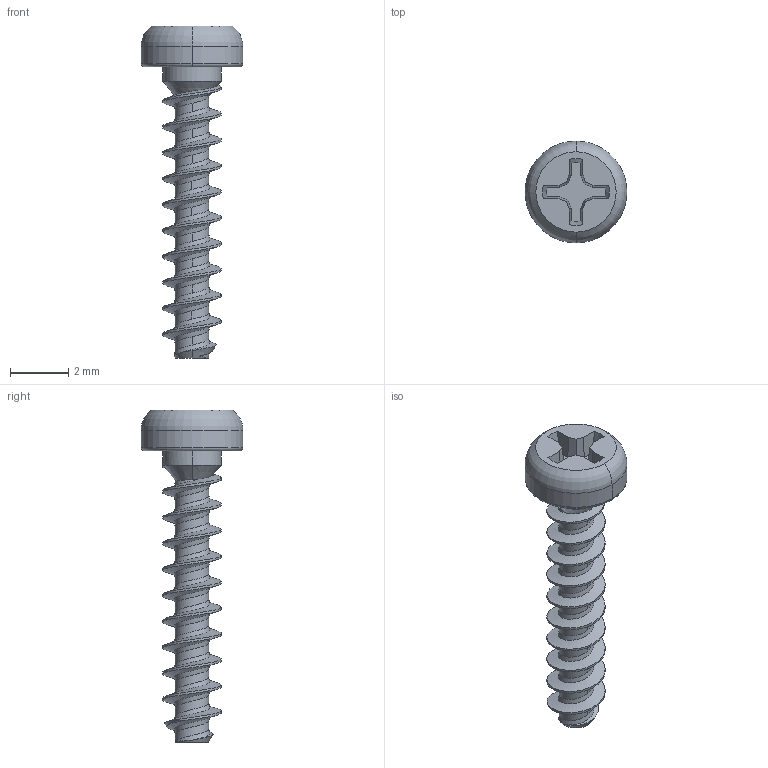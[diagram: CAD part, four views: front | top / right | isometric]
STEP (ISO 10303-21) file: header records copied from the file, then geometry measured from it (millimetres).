
FILE_DESCRIPTION (( 'STEP AP203' ), '1' );
FILE_NAME ('99461A917_Phillips Rounded Head Thread-Forming Screws.STEP', '2022-06-22T15:49:53', ( 'Administrator' ), ( 'Managed by Terraform' ), 'SwSTEP 2.0', 'SolidWorks 2017', '' );
FILE_SCHEMA (( 'CONFIG_CONTROL_DESIGN' ));
Length unit declared in the file: millimetre
Products named in the file (1): 99461A917_Phillips Rounded Head Thread-Forming Screws
Bounding box: 3.5 x 3.5 x 11.4 mm (x, y, z)
Volume: 27.1 mm3; surface area: 109.8 mm2
Topology: 1 solids, 1 shells, 66 faces, 175 edges, 113 vertices
Faces by surface type: cylinder 26, plane 20, cone 11, bspline 5, torus 4
Entity records: 5331 total; most frequent: CARTESIAN_POINT 3772, ORIENTED_EDGE 350, DIRECTION 260, EDGE_CURVE 175, VERTEX_POINT 113, AXIS2_PLACEMENT_3D 93, VECTOR 74, LINE 74
